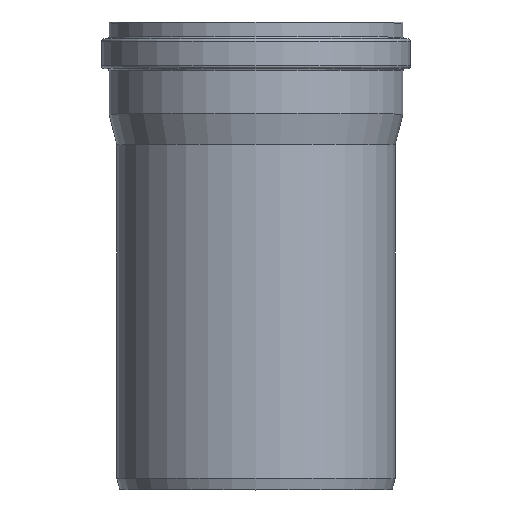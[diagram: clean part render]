
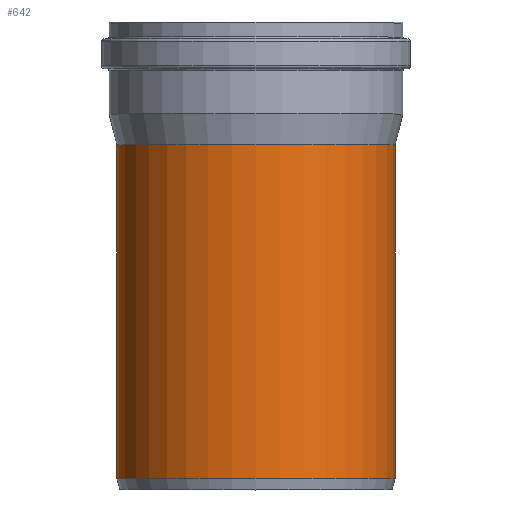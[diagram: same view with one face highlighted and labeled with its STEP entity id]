
A CAD part, top view. The second image highlights one B-rep face of the part: STEP entity #642.
In plain terms, the highlighted cylindrical face has radius 250 mm (diameter 500 mm), a full revolution.
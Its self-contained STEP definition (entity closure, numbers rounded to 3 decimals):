
#67=FACE_BOUND('',#209,.T.);
#68=FACE_BOUND('',#210,.T.);
#127=CYLINDRICAL_SURFACE('',#706,250.);
#147=FACE_OUTER_BOUND('',#208,.T.);
#208=EDGE_LOOP('',(#518));
#209=EDGE_LOOP('',(#519));
#210=EDGE_LOOP('',(#520));
#326=B_SPLINE_CURVE_WITH_KNOTS('',3,(#1317,#1318,#1319,#1320,#1321,#1322,
#1323,#1324,#1325,#1326,#1327,#1328,#1329,#1330,#1331,#1332,#1333,#1334,
#1335,#1336,#1337,#1338,#1339,#1340,#1341,#1342,#1343,#1344,#1345,#1346,
#1347,#1348,#1349,#1350,#1351),.UNSPECIFIED.,.T.,.F.,(4,1,1,1,1,1,1,1,1,
1,1,1,1,1,1,1,1,1,1,1,1,1,1,1,1,1,1,1,1,1,1,1,4),(-107.52,-105.6,
-103.68,-99.84,-96.,-92.16,
-87.04,-84.48,-81.92,-79.36,
-76.8,-74.24,-71.68,-66.56,
-61.44,-58.88,-56.32,-53.76,
-51.2,-48.64,-46.08,-40.96,
-35.84,-30.72,-26.88,-23.04,
-19.2,-15.36,-11.52,-7.68,
-3.84,-1.92,0.),.UNSPECIFIED.);
#331=CIRCLE('',#707,250.);
#332=CIRCLE('',#708,250.);
#388=VERTEX_POINT('',#1279);
#391=VERTEX_POINT('',#1356);
#392=VERTEX_POINT('',#1358);
#451=EDGE_CURVE('',#388,#388,#326,.T.);
#453=EDGE_CURVE('',#391,#391,#331,.T.);
#454=EDGE_CURVE('',#392,#392,#332,.T.);
#518=ORIENTED_EDGE('',*,*,#453,.F.);
#519=ORIENTED_EDGE('',*,*,#454,.T.);
#520=ORIENTED_EDGE('',*,*,#451,.F.);
#642=ADVANCED_FACE('',(#147,#67,#68),#127,.T.);
#706=AXIS2_PLACEMENT_3D('',#1355,#832,#833);
#707=AXIS2_PLACEMENT_3D('',#1357,#834,#835);
#708=AXIS2_PLACEMENT_3D('',#1359,#836,#837);
#832=DIRECTION('center_axis',(0.,-1.,0.));
#833=DIRECTION('ref_axis',(1.,0.,0.));
#834=DIRECTION('center_axis',(0.,-1.,0.));
#835=DIRECTION('ref_axis',(1.,0.,0.));
#836=DIRECTION('center_axis',(0.,-1.,0.));
#837=DIRECTION('ref_axis',(1.,0.,0.));
#1279=CARTESIAN_POINT('',(-172.353,394.5,-181.092));
#1317=CARTESIAN_POINT('Ctrl Pts',(-172.353,394.5,-181.092));
#1318=CARTESIAN_POINT('Ctrl Pts',(-172.353,401.329,-181.092));
#1319=CARTESIAN_POINT('Ctrl Pts',(-171.57,414.987,-181.844));
#1320=CARTESIAN_POINT('Ctrl Pts',(-166.955,441.632,-186.145));
#1321=CARTESIAN_POINT('Ctrl Pts',(-155.943,472.645,-195.799));
#1322=CARTESIAN_POINT('Ctrl Pts',(-135.758,505.,-210.536));
#1323=CARTESIAN_POINT('Ctrl Pts',(-106.477,535.163,-227.257));
#1324=CARTESIAN_POINT('Ctrl Pts',(-73.34,555.319,-240.042));
#1325=CARTESIAN_POINT('Ctrl Pts',(-39.875,566.245,-247.261));
#1326=CARTESIAN_POINT('Ctrl Pts',(-13.459,570.474,-250.119));
#1327=CARTESIAN_POINT('Ctrl Pts',(13.452,570.478,-250.119));
#1328=CARTESIAN_POINT('Ctrl Pts',(39.877,566.241,-247.262));
#1329=CARTESIAN_POINT('Ctrl Pts',(64.956,558.061,-241.846));
#1330=CARTESIAN_POINT('Ctrl Pts',(95.796,542.445,-231.867));
#1331=CARTESIAN_POINT('Ctrl Pts',(128.421,515.353,-215.713));
#1332=CARTESIAN_POINT('Ctrl Pts',(152.091,480.274,-198.792));
#1333=CARTESIAN_POINT('Ctrl Pts',(164.884,447.941,-188.014));
#1334=CARTESIAN_POINT('Ctrl Pts',(170.95,421.818,-182.444));
#1335=CARTESIAN_POINT('Ctrl Pts',(173.057,394.502,-180.412));
#1336=CARTESIAN_POINT('Ctrl Pts',(170.95,367.182,-182.444));
#1337=CARTESIAN_POINT('Ctrl Pts',(164.883,341.064,-188.012));
#1338=CARTESIAN_POINT('Ctrl Pts',(152.095,308.723,-198.794));
#1339=CARTESIAN_POINT('Ctrl Pts',(128.416,273.656,-215.703));
#1340=CARTESIAN_POINT('Ctrl Pts',(89.293,241.13,-235.107));
#1341=CARTESIAN_POINT('Ctrl Pts',(44.652,222.46,-247.446));
#1342=CARTESIAN_POINT('Ctrl Pts',(-0.005,217.086,
-251.098));
#1343=CARTESIAN_POINT('Ctrl Pts',(-40.164,221.923,-247.808));
#1344=CARTESIAN_POINT('Ctrl Pts',(-77.261,235.706,-238.697));
#1345=CARTESIAN_POINT('Ctrl Pts',(-109.389,256.847,-225.584));
#1346=CARTESIAN_POINT('Ctrl Pts',(-135.765,284.001,-210.538));
#1347=CARTESIAN_POINT('Ctrl Pts',(-155.94,316.356,-195.798));
#1348=CARTESIAN_POINT('Ctrl Pts',(-166.956,347.367,-186.146));
#1349=CARTESIAN_POINT('Ctrl Pts',(-171.569,374.013,-181.844));
#1350=CARTESIAN_POINT('Ctrl Pts',(-172.353,387.671,-181.092));
#1351=CARTESIAN_POINT('Ctrl Pts',(-172.353,394.5,-181.092));
#1355=CARTESIAN_POINT('Origin',(0.,320.,0.));
#1356=CARTESIAN_POINT('',(250.,20.,0.));
#1357=CARTESIAN_POINT('Origin',(0.,20.,0.));
#1358=CARTESIAN_POINT('',(250.,620.,0.));
#1359=CARTESIAN_POINT('Origin',(0.,620.,0.));
